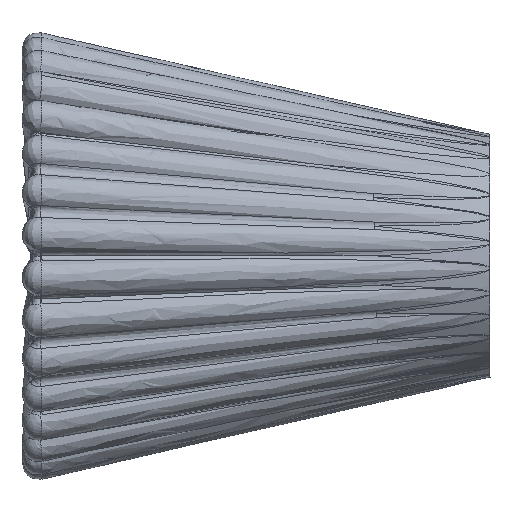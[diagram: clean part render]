
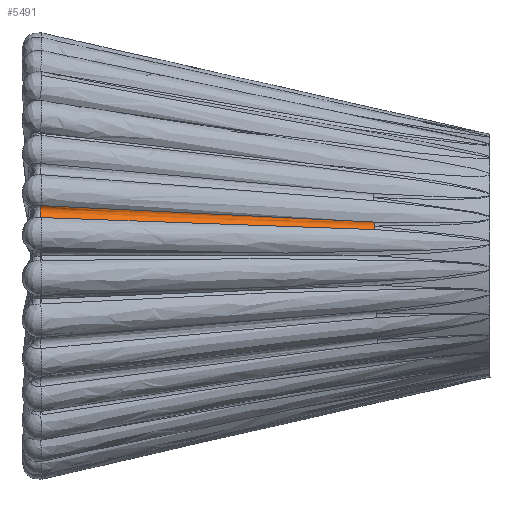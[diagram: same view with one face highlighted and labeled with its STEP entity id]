
A CAD part, left-side view. The second image highlights one B-rep face of the part: STEP entity #5491.
In plain terms, the highlighted free-form (B-spline) face has degree [3, 2] with [8, 3] control points.
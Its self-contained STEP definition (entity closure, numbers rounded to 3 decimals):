
#1165 = CARTESIAN_POINT ( 'NONE',  ( -11.241, 23.387, 2.711 ) ) ;
#1242 = CARTESIAN_POINT ( 'NONE',  ( -7.788, 6.41, 1.869 ) ) ;
#1305 = CARTESIAN_POINT ( 'NONE',  ( -8.156, 6.34, 1.73 ) ) ;
#1533 = CARTESIAN_POINT ( 'NONE',  ( -8.432, 9.493, 2.025 ) ) ;
#2036 = CARTESIAN_POINT ( 'NONE',  ( -8.347, 9.652, 1.768 ) ) ;
#2051 = CIRCLE ( 'NONE', #21599, 0.4 ) ;
#2814 = EDGE_CURVE ( 'NONE', #21387, #27735, #13945, .T. ) ;
#3089 = CARTESIAN_POINT ( 'NONE',  ( -8.529, 9.493, 1.568 ) ) ;
#3620 = CARTESIAN_POINT ( 'NONE',  ( -7.876, 6.409, 1.453 ) ) ;
#3760 = CARTESIAN_POINT ( 'NONE',  ( -11.538, 24.934, 2.784 ) ) ;
#5182 = CARTESIAN_POINT ( 'NONE',  ( -11.68, 24.933, 2.12 ) ) ;
#5487 = CARTESIAN_POINT ( 'NONE',  ( -9.8, 17.322, 2.072 ) ) ;
#5491 = ADVANCED_FACE ( 'NONE', ( #21174 ), #16731, .F. ) ;
#5689 = EDGE_CURVE ( 'NONE', #16192, #27735, #28901, .T. ) ;
#6726 = ORIENTED_EDGE ( 'NONE', *, *, #5689, .T. ) ;
#8009 = CARTESIAN_POINT ( 'NONE',  ( -10.877, 23.592, 2.297 ) ) ;
#9438 = DIRECTION ( 'NONE',  ( -0.984, -0.18, 0. ) ) ;
#9810 = CARTESIAN_POINT ( 'NONE',  ( -10.322, 18.753, 2.486 ) ) ;
#9899 = ORIENTED_EDGE ( 'NONE', *, *, #11529, .F. ) ;
#10618 = CARTESIAN_POINT ( 'NONE',  ( -10.943, 21.84, 2.638 ) ) ;
#10689 = CARTESIAN_POINT ( 'NONE',  ( -7.704, 6.437, 1.634 ) ) ;
#11303 = CARTESIAN_POINT ( 'NONE',  ( -7.876, 6.409, 1.453 ) ) ;
#11529 = EDGE_CURVE ( 'NONE', #16192, #26316, #29310, .T. ) ;
#12031 = CARTESIAN_POINT ( 'NONE',  ( -11.075, 21.84, 2.015 ) ) ;
#12343 = CARTESIAN_POINT ( 'NONE',  ( -11.069, 21.842, 2.014 ) ) ;
#12485 = CARTESIAN_POINT ( 'NONE',  ( -10.937, 21.842, 2.636 ) ) ;
#13072 = CARTESIAN_POINT ( 'NONE',  ( -9.175, 12.578, 1.682 ) ) ;
#13794 = ORIENTED_EDGE ( 'NONE', *, *, #2814, .F. ) ;
#13945 = B_SPLINE_CURVE_WITH_KNOTS ( 'NONE', 3,
 ( #11303, #3089, #16827, #26056, #12031, #5182 ),
 .UNSPECIFIED., .F., .F.,
 ( 4, 2, 4 ),
 ( 0., 0.009, 0.019 ),
 .UNSPECIFIED. ) ;
#14433 = CARTESIAN_POINT ( 'NONE',  ( -11.084, 25.034, 2.34 ) ) ;
#14580 = CARTESIAN_POINT ( 'NONE',  ( -10.129, 17.208, 1.849 ) ) ;
#15126 = EDGE_LOOP ( 'NONE', ( #6726, #13794, #19132, #9899 ) ) ;
#15299 = CARTESIAN_POINT ( 'NONE',  ( -11.538, 24.934, 2.784 ) ) ;
#15460 = CARTESIAN_POINT ( 'NONE',  ( -7.876, 6.409, 1.453 ) ) ;
#16159 = CARTESIAN_POINT ( 'NONE',  ( -7.788, 6.41, 1.869 ) ) ;
#16192 = VERTEX_POINT ( 'NONE', #15299 ) ;
#16731 =( BOUNDED_SURFACE ( )  B_SPLINE_SURFACE ( 3, 2, ( 
 ( #16837, #14433, #23541 ),
 ( #1165, #8009, #25919 ),
 ( #12485, #26216, #12343 ),
 ( #9810, #17136, #21322 ),
 ( #28165, #5487, #14580 ),
 ( #23689, #29189, #13072 ),
 ( #17876, #2036, #29048 ),
 ( #22192, #10689, #15460 ) ),
 .UNSPECIFIED., .F., .F., .F. ) 
 B_SPLINE_SURFACE_WITH_KNOTS ( ( 4, 2, 2, 4 ),
 ( 3, 3 ),
 ( 0., 0.005, 0.009, 0.019 ),
 ( 0., 1. ),
 .UNSPECIFIED. ) 
 GEOMETRIC_REPRESENTATION_ITEM ( )  RATIONAL_B_SPLINE_SURFACE ( (
 ( 1., 0.528, 1.),
 ( 1., 0.571, 1.),
 ( 1., 0.607, 1.),
 ( 1., 0.671, 1.),
 ( 1., 0.699, 1.),
 ( 1., 0.774, 1.),
 ( 1., 0.814, 1.),
 ( 1., 0.847, 1.) ) ) 
 REPRESENTATION_ITEM ( '' )  SURFACE ( )  );
#16827 = CARTESIAN_POINT ( 'NONE',  ( -9.175, 12.577, 1.682 ) ) ;
#16837 = CARTESIAN_POINT ( 'NONE',  ( -11.538, 24.934, 2.784 ) ) ;
#17136 = CARTESIAN_POINT ( 'NONE',  ( -10.083, 18.89, 2.131 ) ) ;
#17210 = CARTESIAN_POINT ( 'NONE',  ( -9.069, 12.578, 2.18 ) ) ;
#17876 = CARTESIAN_POINT ( 'NONE',  ( -8.432, 9.493, 2.025 ) ) ;
#19132 = ORIENTED_EDGE ( 'NONE', *, *, #23572, .F. ) ;
#19162 = CARTESIAN_POINT ( 'NONE',  ( -10.324, 18.751, 2.486 ) ) ;
#21174 = FACE_OUTER_BOUND ( 'NONE', #15126, .T. ) ;
#21322 = CARTESIAN_POINT ( 'NONE',  ( -10.445, 18.752, 1.905 ) ) ;
#21387 = VERTEX_POINT ( 'NONE', #3620 ) ;
#21599 = AXIS2_PLACEMENT_3D ( 'NONE', #1305, #21895, #23826 ) ;
#21895 = DIRECTION ( 'NONE',  ( -0.201, 0.979, 0.042 ) ) ;
#22192 = CARTESIAN_POINT ( 'NONE',  ( -7.788, 6.41, 1.869 ) ) ;
#23541 = CARTESIAN_POINT ( 'NONE',  ( -11.68, 24.933, 2.12 ) ) ;
#23572 = EDGE_CURVE ( 'NONE', #26316, #21387, #2051, .T. ) ;
#23689 = CARTESIAN_POINT ( 'NONE',  ( -9.069, 12.578, 2.18 ) ) ;
#23826 = DIRECTION ( 'NONE',  ( -0.979, -0.202, 0. ) ) ;
#24383 = CARTESIAN_POINT ( 'NONE',  ( -11.68, 24.933, 2.12 ) ) ;
#24815 = DIRECTION ( 'NONE',  ( -0.18, 0.983, 0.038 ) ) ;
#25919 = CARTESIAN_POINT ( 'NONE',  ( -11.378, 23.387, 2.067 ) ) ;
#26032 = AXIS2_PLACEMENT_3D ( 'NONE', #27362, #24815, #9438 ) ;
#26056 = CARTESIAN_POINT ( 'NONE',  ( -10.447, 18.751, 1.905 ) ) ;
#26216 = CARTESIAN_POINT ( 'NONE',  ( -10.619, 22.002, 2.243 ) ) ;
#26316 = VERTEX_POINT ( 'NONE', #16159 ) ;
#27362 = CARTESIAN_POINT ( 'NONE',  ( -11.812, 24.895, 2.495 ) ) ;
#27735 = VERTEX_POINT ( 'NONE', #24383 ) ;
#28165 = CARTESIAN_POINT ( 'NONE',  ( -10.01, 17.209, 2.41 ) ) ;
#28901 = CIRCLE ( 'NONE', #26032, 0.4 ) ;
#29048 = CARTESIAN_POINT ( 'NONE',  ( -8.529, 9.493, 1.568 ) ) ;
#29189 = CARTESIAN_POINT ( 'NONE',  ( -8.964, 12.821, 1.897 ) ) ;
#29310 = B_SPLINE_CURVE_WITH_KNOTS ( 'NONE', 3,
 ( #3760, #10618, #19162, #17210, #1533, #1242 ),
 .UNSPECIFIED., .F., .F.,
 ( 4, 2, 4 ),
 ( 0., 0.009, 0.019 ),
 .UNSPECIFIED. ) ;
